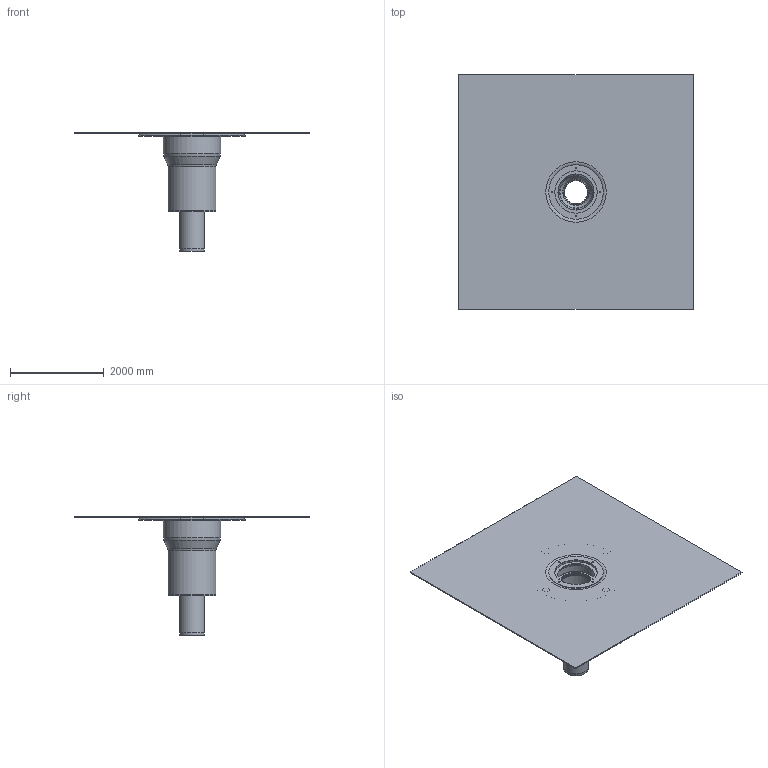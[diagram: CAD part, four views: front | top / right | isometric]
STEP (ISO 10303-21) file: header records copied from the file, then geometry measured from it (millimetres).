
FILE_DESCRIPTION(/* description */ (''),/* implementation_level */ '2;1');
FILE_NAME(/* name */ '15283.050X_3D.stp',/* time_stamp */ '2024-12-11T14:56:21+01:00',/* author */ ('CAD'),/* organization */ (''),/* preprocessor_version */ 'ST-DEVELOPER v20',/* originating_system */ 'AutoCAD Mechanical',/* authorisation */ '');
FILE_SCHEMA (('AUTOMOTIVE_DESIGN { 1 0 10303 214 3 1 1 }'));
Length unit declared in the file: centimetre
Products named in the file (2): Product; *S0
Assembly tree (1 placements, depth 2):
  Product
    *S0
Bounding box: 5000 x 5000 x 2520 mm (x, y, z)
Volume: 1508637024.6 mm3; surface area: 93546242.9 mm2
Topology: 8 solids, 8 shells, 176 faces, 424 edges, 264 vertices
Faces by surface type: torus 72, cone 54, cylinder 26, plane 24
Full cylindrical faces by diameter (mm): 20 x4, 105 x1, 530 x3, 764 x1, 770 x2, 780 x1, 810 x3, 885 x1, 901 x1, 905 x1, 965 x1, 980 x2, 1020 x2, 1180 x2, 1220 x1
Entity records: 5563 total; most frequent: DIRECTION 1082, CARTESIAN_POINT 1063, ORIENTED_EDGE 848, AXIS2_PLACEMENT_3D 495, EDGE_CURVE 424, CIRCLE 316, VERTEX_POINT 264, EDGE_LOOP 210
